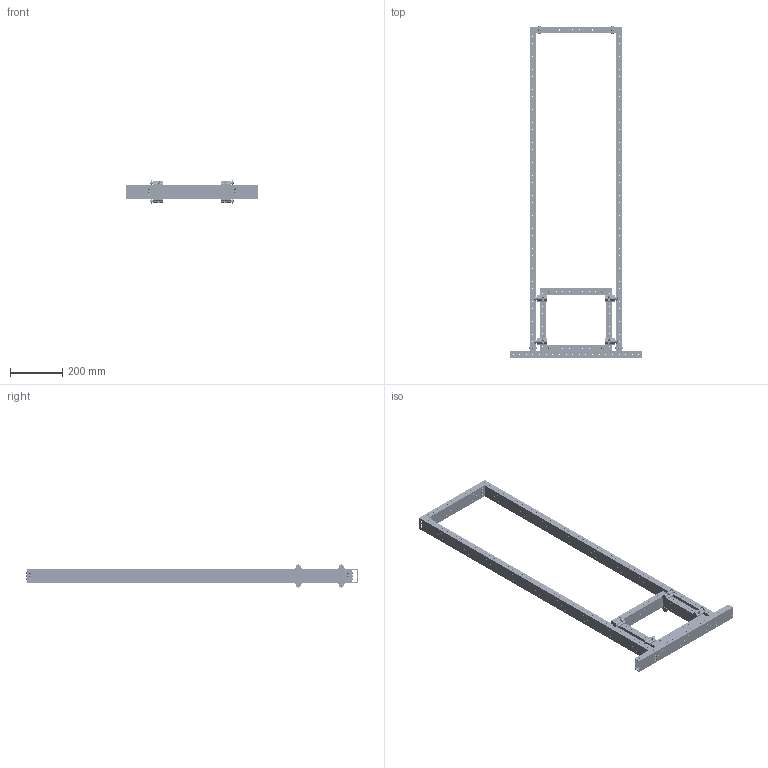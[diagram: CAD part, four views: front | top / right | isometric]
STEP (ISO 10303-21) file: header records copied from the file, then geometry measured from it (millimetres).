
FILE_DESCRIPTION (( 'STEP AP214' ), '1' );
FILE_NAME ('WCP-EX-0010.step', '2022-01-24T17:46:46', ( '' ), ( '' ), 'SwSTEP 2.0', 'SolidWorks 2020', '' );
FILE_SCHEMA (( 'AUTOMOTIVE_DESIGN' ));
Length unit declared in the file: inch
Products named in the file (23): WCP-0323 Rev2; WCP-0323 - Elevator Clamping Block; 10-32 BHCS - No Thread_0.375; WCP-0212_0_250_radial_bearing; WCP-EX-0010; WCP-EX-0010-001; 10-32 BHCS - No Thread_2.500; WCP-0473 Rev1; WCP-EX-0010-002; WCP-EX-0010-003; #8-32 x .25L BHCS; WCP-0378 Rev1; WCP-0498 Rev1; WCP-0374 Rev1; WCP-EX-0010-005; WCP-EX-0010-004
Assembly tree (144 placements, depth 3):
  WCP-EX-0010
    WCP-EX-0010-001
    WCP-EX-0010-002  x2
    WCP-EX-0010-003
    WCP-EX-0010-004  x2
    WCP-EX-0010-005  x2
    10-32 BHCS - No Thread_0.375  x64
    WCP-0374 Rev1  x8
    WCP-0378 Rev1  x8
    WCP-0323 - Elevator Clamping Block
      WCP-0323 Rev2
      WCP-0498 Rev1
      WCP-0212_0_250_radial_bearing
      WCP-0473 Rev1
      #8-32 x .25L BHCS
    WCP-0323 - Elevator Clamping Block
      WCP-0323 Rev2
      WCP-0498 Rev1
      WCP-0212_0_250_radial_bearing
      WCP-0473 Rev1
      #8-32 x .25L BHCS
    10-32 BHCS - No Thread_2.500  x8
    WCP-0323 - Elevator Clamping Block
      WCP-0323 Rev2
      WCP-0498 Rev1
      WCP-0212_0_250_radial_bearing
      WCP-0473 Rev1
      #8-32 x .25L BHCS
    WCP-0323 - Elevator Clamping Block
      WCP-0323 Rev2
      WCP-0498 Rev1
      WCP-0212_0_250_radial_bearing
      WCP-0473 Rev1
      #8-32 x .25L BHCS
    WCP-0323 - Elevator Clamping Block
      WCP-0323 Rev2
      WCP-0498 Rev1
      WCP-0212_0_250_radial_bearing
      WCP-0473 Rev1
      #8-32 x .25L BHCS
    WCP-0323 - Elevator Clamping Block
      WCP-0323 Rev2
      WCP-0498 Rev1
      WCP-0212_0_250_radial_bearing
      WCP-0473 Rev1
      #8-32 x .25L BHCS
    WCP-0323 - Elevator Clamping Block
      WCP-0323 Rev2
      WCP-0498 Rev1
      WCP-0212_0_250_radial_bearing
      WCP-0473 Rev1
      #8-32 x .25L BHCS
    WCP-0323 - Elevator Clamping Block
      WCP-0323 Rev2
      WCP-0498 Rev1
      WCP-0212_0_250_radial_bearing
      WCP-0473 Rev1
      #8-32 x .25L BHCS
Bounding box: 508 x 1272.57 x 88.9 mm (x, y, z)
Volume: 1738792.8 mm3; surface area: 1388647.4 mm2
Topology: 264 solids, 264 shells, 7112 faces, 18524 edges, 11296 vertices
Faces by surface type: plane 2672, cylinder 2488, cone 1288, bspline 360, torus 304
Entity records: 66550 total; most frequent: CARTESIAN_POINT 19609, ORIENTED_EDGE 10288, DIRECTION 9281, EDGE_CURVE 5144, AXIS2_PLACEMENT_3D 3561, VERTEX_POINT 3358, LINE 2159, VECTOR 2159
